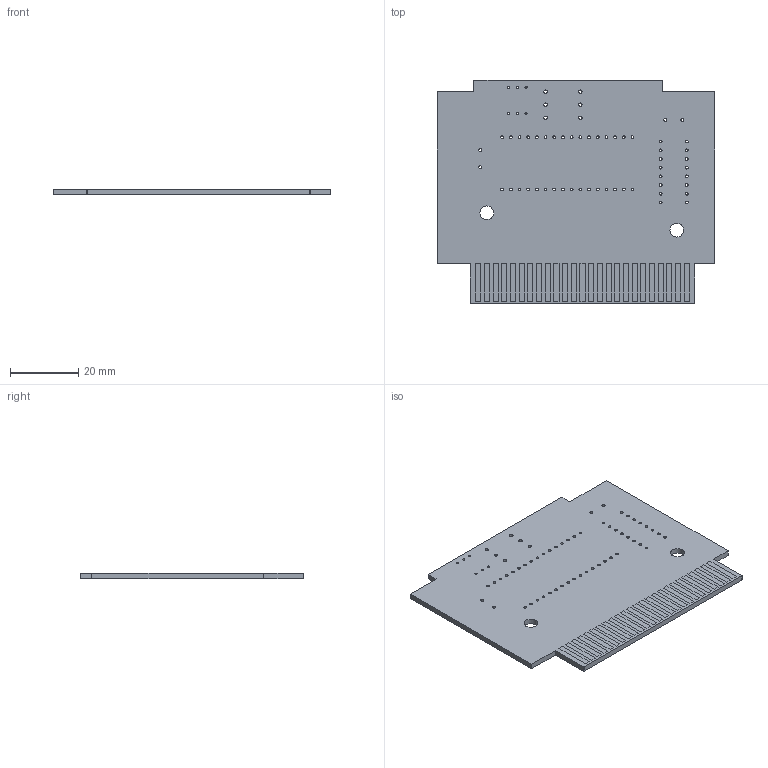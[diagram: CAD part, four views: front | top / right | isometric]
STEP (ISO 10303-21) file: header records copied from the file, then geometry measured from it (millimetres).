
FILE_DESCRIPTION(('FreeCAD Model'),'2;1');
FILE_NAME('Open CASCADE Shape Model','2022-08-14T22:41:59',('Doomn00b'), (''),'Open CASCADE STEP processor 7.6','FreeCAD','Unknown');
FILE_SCHEMA(('AUTOMOTIVE_DESIGN { 1 0 10303 214 1 1 1 1 }'));
Length unit declared in the file: millimetre
Products named in the file (6): rom128k; Board_Geoms_e656; Local_CS_e656; Pcb_e656; bot; Cut001
Assembly tree (5 placements, depth 3):
  rom128k
    Board_Geoms_e656
      Local_CS_e656
      Pcb_e656
      bot
      Cut001
Bounding box: 81.28 x 65.28 x 1.64 mm (x, y, z)
Volume: 7963.8 mm3; surface area: 11549.5 mm2
Topology: 1 solids, 51 shells, 132 faces, 440 edges, 360 vertices
Faces by surface type: plane 66, cylinder 66
Full cylindrical faces by diameter (mm): 0.635 x6, 0.8 x48, 0.9 x4, 1.001 x6, 4 x2
Entity records: 5728 total; most frequent: CARTESIAN_POINT 938, DIRECTION 848, ORIENTED_EDGE 680, EDGE_CURVE 440, VERTEX_POINT 360, LINE 308, VECTOR 308, AXIS2_PLACEMENT_3D 270
